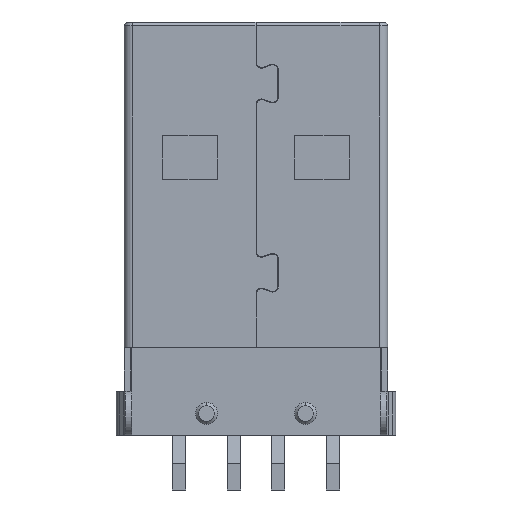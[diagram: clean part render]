
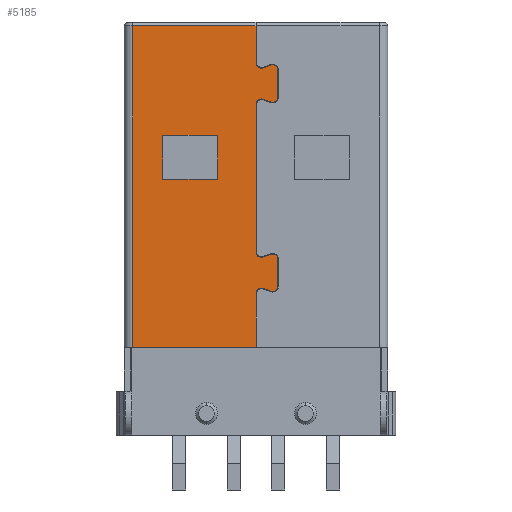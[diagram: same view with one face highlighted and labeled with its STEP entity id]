
A CAD part, front view. The second image highlights one B-rep face of the part: STEP entity #5185.
In plain terms, the highlighted planar face has unit normal (0, -1, 0).
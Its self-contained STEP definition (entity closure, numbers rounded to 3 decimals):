
#529=DIRECTION('',(0.,0.,-1.));
#530=VECTOR('',#529,1.677);
#531=CARTESIAN_POINT('',(0.,-2.25,9.227));
#532=LINE('',#531,#530);
#533=CARTESIAN_POINT('',(0.25,-2.25,7.55));
#534=DIRECTION('',(0.,-1.,0.));
#535=DIRECTION('',(-1.,0.,0.));
#536=AXIS2_PLACEMENT_3D('',#533,#534,#535);
#538=DIRECTION('',(0.94,0.,0.342));
#539=VECTOR('',#538,0.35);
#540=CARTESIAN_POINT('',(0.336,-2.25,7.315));
#541=LINE('',#540,#539);
#542=CARTESIAN_POINT('',(0.75,-2.25,7.2));
#543=DIRECTION('',(0.,-1.,0.));
#544=DIRECTION('',(1.,0.,0.));
#545=AXIS2_PLACEMENT_3D('',#542,#543,#544);
#547=DIRECTION('',(0.,0.,-1.));
#548=VECTOR('',#547,1.2);
#549=CARTESIAN_POINT('',(1.,-2.25,7.2));
#550=LINE('',#549,#548);
#551=CARTESIAN_POINT('',(0.75,-2.25,6.));
#552=DIRECTION('',(0.,-1.,0.));
#553=DIRECTION('',(-0.342,0.,-0.94));
#554=AXIS2_PLACEMENT_3D('',#551,#552,#553);
#556=DIRECTION('',(-0.94,0.,0.342));
#557=VECTOR('',#556,0.35);
#558=CARTESIAN_POINT('',(0.664,-2.25,5.765));
#559=LINE('',#558,#557);
#560=CARTESIAN_POINT('',(0.25,-2.25,5.65));
#561=DIRECTION('',(0.,-1.,0.));
#562=DIRECTION('',(0.342,0.,0.94));
#563=AXIS2_PLACEMENT_3D('',#560,#561,#562);
#565=DIRECTION('',(0.,0.,-1.));
#566=VECTOR('',#565,6.7);
#567=CARTESIAN_POINT('',(0.,-2.25,5.65));
#568=LINE('',#567,#566);
#569=CARTESIAN_POINT('',(0.25,-2.25,-1.05));
#570=DIRECTION('',(0.,-1.,0.));
#571=DIRECTION('',(-1.,0.,0.));
#572=AXIS2_PLACEMENT_3D('',#569,#570,#571);
#574=DIRECTION('',(0.94,0.,0.342));
#575=VECTOR('',#574,0.35);
#576=CARTESIAN_POINT('',(0.336,-2.25,-1.285));
#577=LINE('',#576,#575);
#578=CARTESIAN_POINT('',(0.75,-2.25,-1.4));
#579=DIRECTION('',(0.,-1.,0.));
#580=DIRECTION('',(1.,0.,0.));
#581=AXIS2_PLACEMENT_3D('',#578,#579,#580);
#583=DIRECTION('',(0.,0.,-1.));
#584=VECTOR('',#583,1.2);
#585=CARTESIAN_POINT('',(1.,-2.25,-1.4));
#586=LINE('',#585,#584);
#587=CARTESIAN_POINT('',(0.75,-2.25,-2.6));
#588=DIRECTION('',(0.,-1.,0.));
#589=DIRECTION('',(-0.342,0.,-0.94));
#590=AXIS2_PLACEMENT_3D('',#587,#588,#589);
#592=DIRECTION('',(-0.94,0.,0.342));
#593=VECTOR('',#592,0.35);
#594=CARTESIAN_POINT('',(0.664,-2.25,-2.835));
#595=LINE('',#594,#593);
#596=CARTESIAN_POINT('',(0.25,-2.25,-2.95));
#597=DIRECTION('',(0.,-1.,0.));
#598=DIRECTION('',(0.342,0.,0.94));
#599=AXIS2_PLACEMENT_3D('',#596,#597,#598);
#601=DIRECTION('',(0.,0.,1.));
#602=VECTOR('',#601,2.45);
#603=CARTESIAN_POINT('',(0.,-2.25,-5.4));
#604=LINE('',#603,#602);
#605=DIRECTION('',(1.,0.,0.));
#606=VECTOR('',#605,5.6);
#607=CARTESIAN_POINT('',(-5.6,-2.25,-5.4));
#608=LINE('',#607,#606);
#609=DIRECTION('',(0.,0.,1.));
#610=VECTOR('',#609,14.627);
#611=CARTESIAN_POINT('',(-5.6,-2.25,-5.4));
#612=LINE('',#611,#610);
#613=DIRECTION('',(1.,0.,0.));
#614=VECTOR('',#613,5.6);
#615=CARTESIAN_POINT('',(-5.6,-2.25,9.227));
#616=LINE('',#615,#614);
#633=DIRECTION('',(0.,0.,-1.));
#634=VECTOR('',#633,2.);
#635=CARTESIAN_POINT('',(-4.25,-2.25,4.24));
#636=LINE('',#635,#634);
#637=DIRECTION('',(1.,0.,0.));
#638=VECTOR('',#637,2.5);
#639=CARTESIAN_POINT('',(-4.25,-2.25,2.24));
#640=LINE('',#639,#638);
#641=DIRECTION('',(0.,0.,1.));
#642=VECTOR('',#641,2.);
#643=CARTESIAN_POINT('',(-1.75,-2.25,2.24));
#644=LINE('',#643,#642);
#645=DIRECTION('',(-1.,0.,0.));
#646=VECTOR('',#645,2.5);
#647=CARTESIAN_POINT('',(-1.75,-2.25,4.24));
#648=LINE('',#647,#646);
#3477=CARTESIAN_POINT('',(-5.6,-2.25,-5.4));
#3478=VERTEX_POINT('',#3477);
#3626=CARTESIAN_POINT('',(-5.6,-2.25,9.227));
#3628=VERTEX_POINT('',#3626);
#3993=CARTESIAN_POINT('',(0.,-2.25,9.227));
#3994=CARTESIAN_POINT('',(0.,-2.25,7.55));
#3995=VERTEX_POINT('',#3993);
#3996=VERTEX_POINT('',#3994);
#3997=CARTESIAN_POINT('',(0.336,-2.25,7.315));
#3998=VERTEX_POINT('',#3997);
#3999=CARTESIAN_POINT('',(0.664,-2.25,7.435));
#4000=VERTEX_POINT('',#3999);
#4001=CARTESIAN_POINT('',(1.,-2.25,7.2));
#4002=VERTEX_POINT('',#4001);
#4003=CARTESIAN_POINT('',(1.,-2.25,6.));
#4004=VERTEX_POINT('',#4003);
#4005=CARTESIAN_POINT('',(0.664,-2.25,5.765));
#4006=VERTEX_POINT('',#4005);
#4007=CARTESIAN_POINT('',(0.336,-2.25,5.885));
#4008=VERTEX_POINT('',#4007);
#4009=CARTESIAN_POINT('',(0.,-2.25,5.65));
#4010=VERTEX_POINT('',#4009);
#4011=CARTESIAN_POINT('',(0.,-2.25,-1.05));
#4012=VERTEX_POINT('',#4011);
#4013=CARTESIAN_POINT('',(0.336,-2.25,-1.285));
#4014=VERTEX_POINT('',#4013);
#4015=CARTESIAN_POINT('',(0.664,-2.25,-1.165));
#4016=VERTEX_POINT('',#4015);
#4017=CARTESIAN_POINT('',(1.,-2.25,-1.4));
#4018=VERTEX_POINT('',#4017);
#4019=CARTESIAN_POINT('',(1.,-2.25,-2.6));
#4020=VERTEX_POINT('',#4019);
#4021=CARTESIAN_POINT('',(0.664,-2.25,-2.835));
#4022=VERTEX_POINT('',#4021);
#4023=CARTESIAN_POINT('',(0.336,-2.25,-2.715));
#4024=VERTEX_POINT('',#4023);
#4025=CARTESIAN_POINT('',(0.,-2.25,-2.95));
#4026=VERTEX_POINT('',#4025);
#4027=CARTESIAN_POINT('',(0.,-2.25,-5.4));
#4028=VERTEX_POINT('',#4027);
#4105=CARTESIAN_POINT('',(-4.25,-2.25,4.24));
#4106=CARTESIAN_POINT('',(-4.25,-2.25,2.24));
#4107=VERTEX_POINT('',#4105);
#4108=VERTEX_POINT('',#4106);
#4109=CARTESIAN_POINT('',(-1.75,-2.25,2.24));
#4110=VERTEX_POINT('',#4109);
#4111=CARTESIAN_POINT('',(-1.75,-2.25,4.24));
#4112=VERTEX_POINT('',#4111);
#5129=CARTESIAN_POINT('',(-5.6,-2.25,-9.4));
#5130=DIRECTION('',(0.,-1.,0.));
#5131=DIRECTION('',(1.,0.,0.));
#5132=AXIS2_PLACEMENT_3D('',#5129,#5130,#5131);
#5133=PLANE('',#5132);
#5135=ORIENTED_EDGE('',*,*,#5134,.T.);
#5137=ORIENTED_EDGE('',*,*,#5136,.T.);
#5139=ORIENTED_EDGE('',*,*,#5138,.T.);
#5141=ORIENTED_EDGE('',*,*,#5140,.F.);
#5143=ORIENTED_EDGE('',*,*,#5142,.T.);
#5145=ORIENTED_EDGE('',*,*,#5144,.F.);
#5147=ORIENTED_EDGE('',*,*,#5146,.T.);
#5149=ORIENTED_EDGE('',*,*,#5148,.T.);
#5151=ORIENTED_EDGE('',*,*,#5150,.T.);
#5153=ORIENTED_EDGE('',*,*,#5152,.T.);
#5155=ORIENTED_EDGE('',*,*,#5154,.T.);
#5157=ORIENTED_EDGE('',*,*,#5156,.F.);
#5159=ORIENTED_EDGE('',*,*,#5158,.T.);
#5161=ORIENTED_EDGE('',*,*,#5160,.F.);
#5163=ORIENTED_EDGE('',*,*,#5162,.T.);
#5165=ORIENTED_EDGE('',*,*,#5164,.T.);
#5167=ORIENTED_EDGE('',*,*,#5166,.F.);
#5168=ORIENTED_EDGE('',*,*,#5041,.F.);
#5170=ORIENTED_EDGE('',*,*,#5169,.T.);
#5172=ORIENTED_EDGE('',*,*,#5171,.T.);
#5173=EDGE_LOOP('',(#5135,#5137,#5139,#5141,#5143,#5145,#5147,#5149,#5151,#5153,
#5155,#5157,#5159,#5161,#5163,#5165,#5167,#5168,#5170,#5172));
#5174=FACE_OUTER_BOUND('',#5173,.F.);
#5176=ORIENTED_EDGE('',*,*,#5175,.T.);
#5178=ORIENTED_EDGE('',*,*,#5177,.T.);
#5180=ORIENTED_EDGE('',*,*,#5179,.T.);
#5182=ORIENTED_EDGE('',*,*,#5181,.T.);
#5183=EDGE_LOOP('',(#5176,#5178,#5180,#5182));
#5184=FACE_BOUND('',#5183,.F.);
#5185=ADVANCED_FACE('',(#5174,#5184),#5133,.T.);
#537=CIRCLE('',#536,0.25);
#546=CIRCLE('',#545,0.25);
#555=CIRCLE('',#554,0.25);
#564=CIRCLE('',#563,0.25);
#573=CIRCLE('',#572,0.25);
#582=CIRCLE('',#581,0.25);
#591=CIRCLE('',#590,0.25);
#600=CIRCLE('',#599,0.25);
#5041=EDGE_CURVE('',#3478,#4028,#608,.T.);
#5134=EDGE_CURVE('',#3995,#3996,#532,.T.);
#5136=EDGE_CURVE('',#3996,#3998,#537,.T.);
#5138=EDGE_CURVE('',#3998,#4000,#541,.T.);
#5140=EDGE_CURVE('',#4002,#4000,#546,.T.);
#5142=EDGE_CURVE('',#4002,#4004,#550,.T.);
#5144=EDGE_CURVE('',#4006,#4004,#555,.T.);
#5146=EDGE_CURVE('',#4006,#4008,#559,.T.);
#5148=EDGE_CURVE('',#4008,#4010,#564,.T.);
#5150=EDGE_CURVE('',#4010,#4012,#568,.T.);
#5152=EDGE_CURVE('',#4012,#4014,#573,.T.);
#5154=EDGE_CURVE('',#4014,#4016,#577,.T.);
#5156=EDGE_CURVE('',#4018,#4016,#582,.T.);
#5158=EDGE_CURVE('',#4018,#4020,#586,.T.);
#5160=EDGE_CURVE('',#4022,#4020,#591,.T.);
#5162=EDGE_CURVE('',#4022,#4024,#595,.T.);
#5164=EDGE_CURVE('',#4024,#4026,#600,.T.);
#5166=EDGE_CURVE('',#4028,#4026,#604,.T.);
#5169=EDGE_CURVE('',#3478,#3628,#612,.T.);
#5171=EDGE_CURVE('',#3628,#3995,#616,.T.);
#5175=EDGE_CURVE('',#4107,#4108,#636,.T.);
#5177=EDGE_CURVE('',#4108,#4110,#640,.T.);
#5179=EDGE_CURVE('',#4110,#4112,#644,.T.);
#5181=EDGE_CURVE('',#4112,#4107,#648,.T.);
